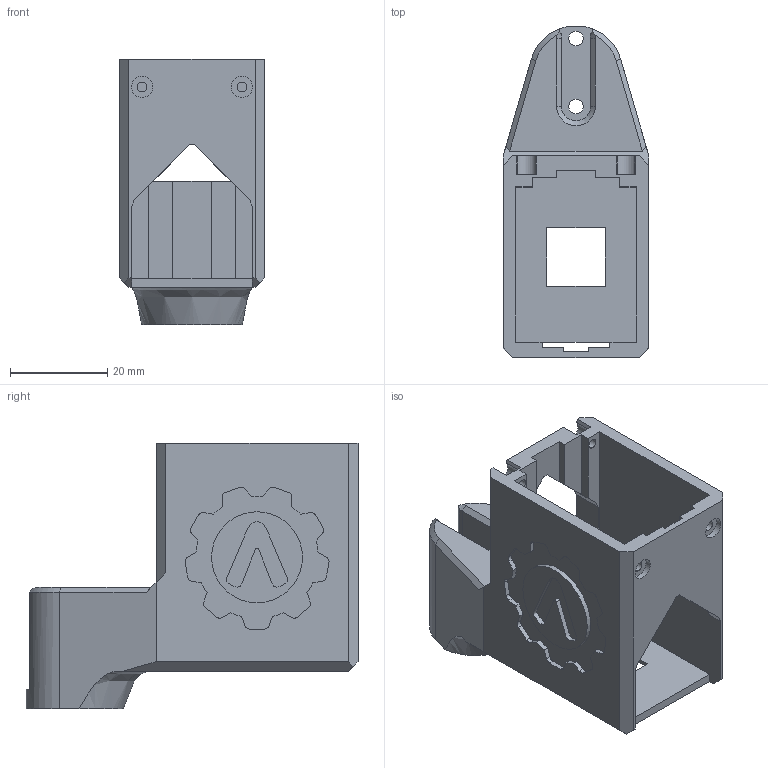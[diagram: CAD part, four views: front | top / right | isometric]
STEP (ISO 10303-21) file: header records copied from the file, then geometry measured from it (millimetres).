
FILE_DESCRIPTION(/* description */ ('STEP AP242','CAx-IF Rec.Pracs.---Representation and Presentation of Product Manufacturing Information (PMI)---4.0---2014-10-13','CAx-IF Rec.Pracs.---3D Tessellated Geometry---0.4---2014-09-14','2;1'),/* implementation_level */ '2;1');
FILE_NAME(/* name */ '68bcbc8ee12e0deaa44b7cb5',/* time_stamp */ '2025-09-06T22:58:23Z',/* author */ (''),/* organization */ (''),/* preprocessor_version */ 'ST-DEVELOPER v20',/* originating_system */ 'ONSHAPE BY PTC INC, 1.203',/* authorisation */ ' ');
FILE_SCHEMA (('AP242_MANAGED_MODEL_BASED_3D_ENGINEERING_MIM_LF { 1 0 10303 442 1 1 4 }'));
Length unit declared in the file: metre
Products named in the file (1): Part 1
Bounding box: 30 x 68.39 x 54.7 mm (x, y, z)
Volume: 25526 mm3; surface area: 16355.5 mm2
Topology: 1 solids, 1 shells, 232 faces, 660 edges, 437 vertices
Faces by surface type: plane 149, cylinder 72, cone 6, bspline 5
Full cylindrical faces by diameter (mm): 2 x4, 3 x2, 4.4 x2, 18.75 x2
Entity records: 7849 total; most frequent: CARTESIAN_POINT 1699, ORIENTED_EDGE 1296, DIRECTION 1239, EDGE_CURVE 648, LINE 477, VECTOR 477, VERTEX_POINT 436, AXIS2_PLACEMENT_3D 381
